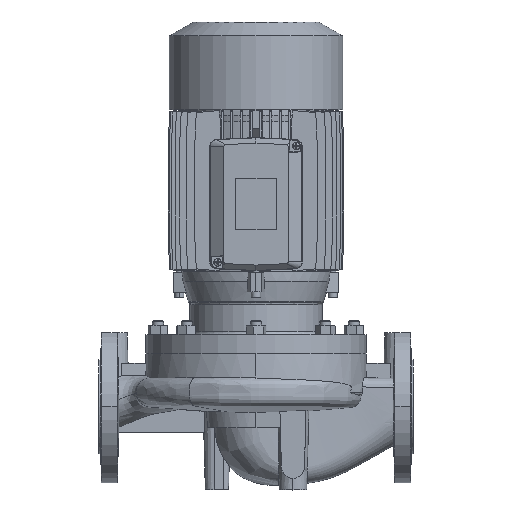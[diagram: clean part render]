
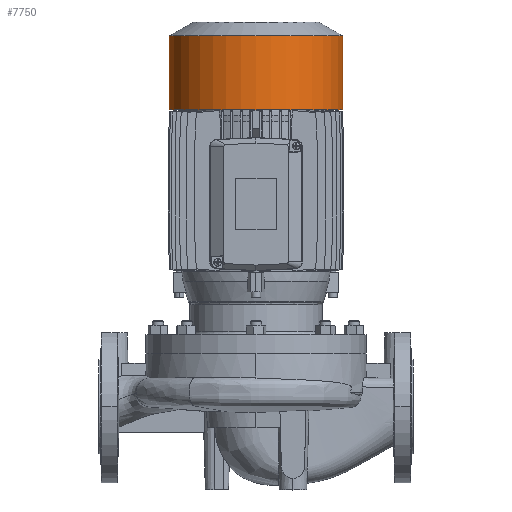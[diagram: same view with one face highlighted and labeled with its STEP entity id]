
A CAD part, top view. The second image highlights one B-rep face of the part: STEP entity #7750.
In plain terms, the highlighted cylindrical face has radius 94 mm (diameter 188 mm), a partial arc.
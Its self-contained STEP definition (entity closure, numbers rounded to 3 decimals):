
#26 = DIRECTION ( 'NONE',  ( 0., -1., 0. ) ) ;
#945 = FACE_OUTER_BOUND ( 'NONE', #11524, .T. ) ;
#1487 = ORIENTED_EDGE ( 'NONE', *, *, #28725, .T. ) ;
#1495 = CARTESIAN_POINT ( 'NONE',  ( 0., 333.506, 0. ) ) ;
#3411 = EDGE_CURVE ( 'NONE', #49771, #37025, #26332, .T. ) ;
#7605 = LINE ( 'NONE', #40332, #55806 ) ;
#7750 = ADVANCED_FACE ( 'NONE', ( #945 ), #19572, .T. ) ;
#10419 = CARTESIAN_POINT ( 'NONE',  ( 94., 253.517, 0. ) ) ;
#11200 = CARTESIAN_POINT ( 'NONE',  ( -94., 333.506, 0. ) ) ;
#11524 = EDGE_LOOP ( 'NONE', ( #48944, #42685, #1487, #29523 ) ) ;
#14242 = CIRCLE ( 'NONE', #48430, 94. ) ;
#14537 = AXIS2_PLACEMENT_3D ( 'NONE', #1495, #20117, #39405 ) ;
#17577 = VERTEX_POINT ( 'NONE', #53971 ) ;
#18152 = DIRECTION ( 'NONE',  ( 1., 0., 0. ) ) ;
#19267 = CARTESIAN_POINT ( 'NONE',  ( 0., 253.517, 0. ) ) ;
#19572 = CYLINDRICAL_SURFACE ( 'NONE', #58123, 94. ) ;
#20117 = DIRECTION ( 'NONE',  ( 0., -1., 0. ) ) ;
#26332 = LINE ( 'NONE', #34605, #42848 ) ;
#28246 = CARTESIAN_POINT ( 'NONE',  ( 0., 253.517, 0. ) ) ;
#28725 = EDGE_CURVE ( 'NONE', #17577, #37025, #14242, .T. ) ;
#29523 = ORIENTED_EDGE ( 'NONE', *, *, #3411, .F. ) ;
#34605 = CARTESIAN_POINT ( 'NONE',  ( 94., 253.517, 0. ) ) ;
#37025 = VERTEX_POINT ( 'NONE', #10419 ) ;
#39405 = DIRECTION ( 'NONE',  ( 1., 0., 0. ) ) ;
#40332 = CARTESIAN_POINT ( 'NONE',  ( -94., 253.517, 0. ) ) ;
#41116 = DIRECTION ( 'NONE',  ( 0., 1., 0. ) ) ;
#41824 = EDGE_CURVE ( 'NONE', #49771, #44422, #59471, .T. ) ;
#42685 = ORIENTED_EDGE ( 'NONE', *, *, #50523, .T. ) ;
#42848 = VECTOR ( 'NONE', #44990, 1000. ) ;
#44422 = VERTEX_POINT ( 'NONE', #11200 ) ;
#44990 = DIRECTION ( 'NONE',  ( 0., -1., 0. ) ) ;
#46486 = DIRECTION ( 'NONE',  ( 1., 0., 0. ) ) ;
#47831 = CARTESIAN_POINT ( 'NONE',  ( 94., 333.506, 0. ) ) ;
#48430 = AXIS2_PLACEMENT_3D ( 'NONE', #28246, #41116, #18152 ) ;
#48944 = ORIENTED_EDGE ( 'NONE', *, *, #41824, .T. ) ;
#49771 = VERTEX_POINT ( 'NONE', #47831 ) ;
#50523 = EDGE_CURVE ( 'NONE', #44422, #17577, #7605, .T. ) ;
#53971 = CARTESIAN_POINT ( 'NONE',  ( -94., 253.517, 0. ) ) ;
#55806 = VECTOR ( 'NONE', #58988, 1000. ) ;
#58123 = AXIS2_PLACEMENT_3D ( 'NONE', #19267, #26, #46486 ) ;
#58988 = DIRECTION ( 'NONE',  ( 0., -1., 0. ) ) ;
#59471 = CIRCLE ( 'NONE', #14537, 94. ) ;
